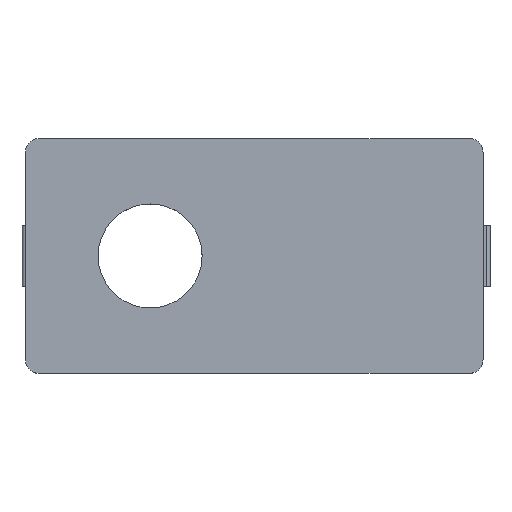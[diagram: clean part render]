
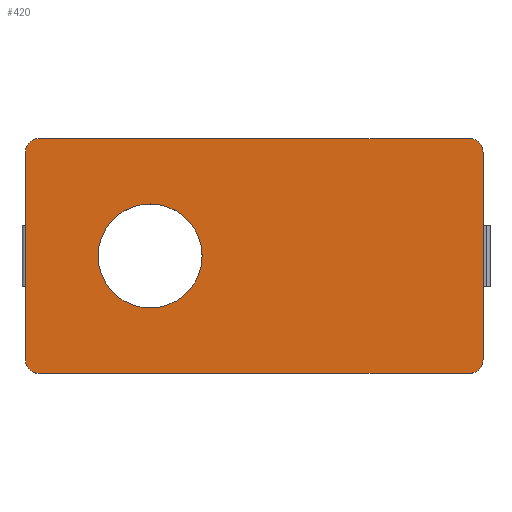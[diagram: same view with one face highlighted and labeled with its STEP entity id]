
A CAD part, top view. The second image highlights one B-rep face of the part: STEP entity #420.
In plain terms, the highlighted planar face has unit normal (0, 0, 1).
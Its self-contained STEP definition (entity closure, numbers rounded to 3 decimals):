
#16=FACE_BOUND('',#77,.T.);
#31=PLANE('',#470);
#53=FACE_OUTER_BOUND('',#76,.T.);
#76=EDGE_LOOP('',(#379,#380,#381,#382,#383,#384,#385,#386,#387,#388,#389,
#390));
#77=EDGE_LOOP('',(#391));
#82=LINE('',#604,#126);
#84=LINE('',#610,#128);
#87=LINE('',#615,#131);
#102=LINE('',#652,#146);
#104=LINE('',#657,#148);
#106=LINE('',#660,#150);
#117=LINE('',#691,#161);
#121=LINE('',#702,#165);
#126=VECTOR('',#485,10.);
#128=VECTOR('',#489,10.);
#131=VECTOR('',#494,10.);
#146=VECTOR('',#521,10.);
#148=VECTOR('',#525,10.);
#150=VECTOR('',#529,10.);
#161=VECTOR('',#564,10.);
#165=VECTOR('',#578,10.);
#166=CIRCLE('',#436,7.5);
#176=CIRCLE('',#462,2.);
#177=CIRCLE('',#464,2.);
#178=CIRCLE('',#467,2.);
#179=CIRCLE('',#469,2.);
#180=VERTEX_POINT('',#591);
#182=VERTEX_POINT('',#597);
#185=VERTEX_POINT('',#602);
#186=VERTEX_POINT('',#606);
#188=VERTEX_POINT('',#609);
#204=VERTEX_POINT('',#648);
#205=VERTEX_POINT('',#650);
#206=VERTEX_POINT('',#654);
#207=VERTEX_POINT('',#656);
#214=VERTEX_POINT('',#688);
#215=VERTEX_POINT('',#690);
#216=VERTEX_POINT('',#696);
#217=VERTEX_POINT('',#700);
#218=EDGE_CURVE('',#180,#180,#166,.T.);
#224=EDGE_CURVE('',#182,#185,#82,.T.);
#226=EDGE_CURVE('',#188,#186,#84,.T.);
#229=EDGE_CURVE('',#185,#188,#87,.T.);
#248=EDGE_CURVE('',#204,#205,#102,.T.);
#250=EDGE_CURVE('',#207,#206,#104,.T.);
#252=EDGE_CURVE('',#205,#207,#106,.T.);
#267=EDGE_CURVE('',#215,#214,#117,.T.);
#269=EDGE_CURVE('',#214,#204,#176,.T.);
#270=EDGE_CURVE('',#206,#216,#177,.T.);
#273=EDGE_CURVE('',#216,#217,#121,.T.);
#274=EDGE_CURVE('',#217,#182,#178,.T.);
#275=EDGE_CURVE('',#186,#215,#179,.T.);
#379=ORIENTED_EDGE('',*,*,#226,.T.);
#380=ORIENTED_EDGE('',*,*,#275,.T.);
#381=ORIENTED_EDGE('',*,*,#267,.T.);
#382=ORIENTED_EDGE('',*,*,#269,.T.);
#383=ORIENTED_EDGE('',*,*,#248,.T.);
#384=ORIENTED_EDGE('',*,*,#252,.T.);
#385=ORIENTED_EDGE('',*,*,#250,.T.);
#386=ORIENTED_EDGE('',*,*,#270,.T.);
#387=ORIENTED_EDGE('',*,*,#273,.T.);
#388=ORIENTED_EDGE('',*,*,#274,.T.);
#389=ORIENTED_EDGE('',*,*,#224,.T.);
#390=ORIENTED_EDGE('',*,*,#229,.T.);
#391=ORIENTED_EDGE('',*,*,#218,.T.);
#420=ADVANCED_FACE('',(#53,#16),#31,.T.);
#436=AXIS2_PLACEMENT_3D('',#592,#475,#476);
#462=AXIS2_PLACEMENT_3D('',#694,#568,#569);
#464=AXIS2_PLACEMENT_3D('',#697,#572,#573);
#467=AXIS2_PLACEMENT_3D('',#704,#581,#582);
#469=AXIS2_PLACEMENT_3D('',#706,#585,#586);
#470=AXIS2_PLACEMENT_3D('',#707,#587,#588);
#475=DIRECTION('center_axis',(0.,0.,-1.));
#476=DIRECTION('ref_axis',(-1.,0.,0.));
#485=DIRECTION('',(0.,1.,0.));
#489=DIRECTION('',(0.,-1.,0.));
#494=DIRECTION('',(1.,0.,0.));
#521=DIRECTION('',(0.,-1.,0.));
#525=DIRECTION('',(0.,1.,0.));
#529=DIRECTION('',(-1.,0.,0.));
#564=DIRECTION('',(0.,1.,0.));
#568=DIRECTION('center_axis',(0.,0.,1.));
#569=DIRECTION('ref_axis',(1.,0.,0.));
#572=DIRECTION('center_axis',(0.,0.,1.));
#573=DIRECTION('ref_axis',(0.,1.,0.));
#578=DIRECTION('',(0.,-1.,0.));
#581=DIRECTION('center_axis',(0.,0.,1.));
#582=DIRECTION('ref_axis',(-1.,0.,0.));
#585=DIRECTION('center_axis',(0.,0.,1.));
#586=DIRECTION('ref_axis',(0.,-1.,0.));
#587=DIRECTION('center_axis',(0.,0.,1.));
#588=DIRECTION('ref_axis',(-1.,0.,0.));
#591=CARTESIAN_POINT('',(107.528,-69.4,19.5));
#592=CARTESIAN_POINT('Origin',(100.028,-69.4,19.5));
#597=CARTESIAN_POINT('',(84.05,-86.35,19.5));
#602=CARTESIAN_POINT('',(84.05,-86.3,19.5));
#604=CARTESIAN_POINT('',(84.05,-77.875,19.5));
#606=CARTESIAN_POINT('',(146.05,-86.35,19.5));
#609=CARTESIAN_POINT('',(146.05,-86.3,19.5));
#610=CARTESIAN_POINT('',(146.05,-77.875,19.5));
#615=CARTESIAN_POINT('',(130.55,-86.3,19.5));
#648=CARTESIAN_POINT('',(146.05,-52.45,19.5));
#650=CARTESIAN_POINT('',(146.05,-52.5,19.5));
#652=CARTESIAN_POINT('',(146.05,-60.925,19.5));
#654=CARTESIAN_POINT('',(84.05,-52.45,19.5));
#656=CARTESIAN_POINT('',(84.05,-52.5,19.5));
#657=CARTESIAN_POINT('',(84.05,-60.925,19.5));
#660=CARTESIAN_POINT('',(99.55,-52.5,19.5));
#688=CARTESIAN_POINT('',(148.05,-54.45,19.5));
#690=CARTESIAN_POINT('',(148.05,-84.35,19.5));
#691=CARTESIAN_POINT('',(148.05,-86.35,19.5));
#694=CARTESIAN_POINT('Origin',(146.05,-54.45,19.5));
#696=CARTESIAN_POINT('',(82.05,-54.45,19.5));
#697=CARTESIAN_POINT('Origin',(84.05,-54.45,19.5));
#700=CARTESIAN_POINT('',(82.05,-84.35,19.5));
#702=CARTESIAN_POINT('',(82.05,-52.45,19.5));
#704=CARTESIAN_POINT('Origin',(84.05,-84.35,19.5));
#706=CARTESIAN_POINT('Origin',(146.05,-84.35,19.5));
#707=CARTESIAN_POINT('Origin',(115.05,-69.4,19.5));
